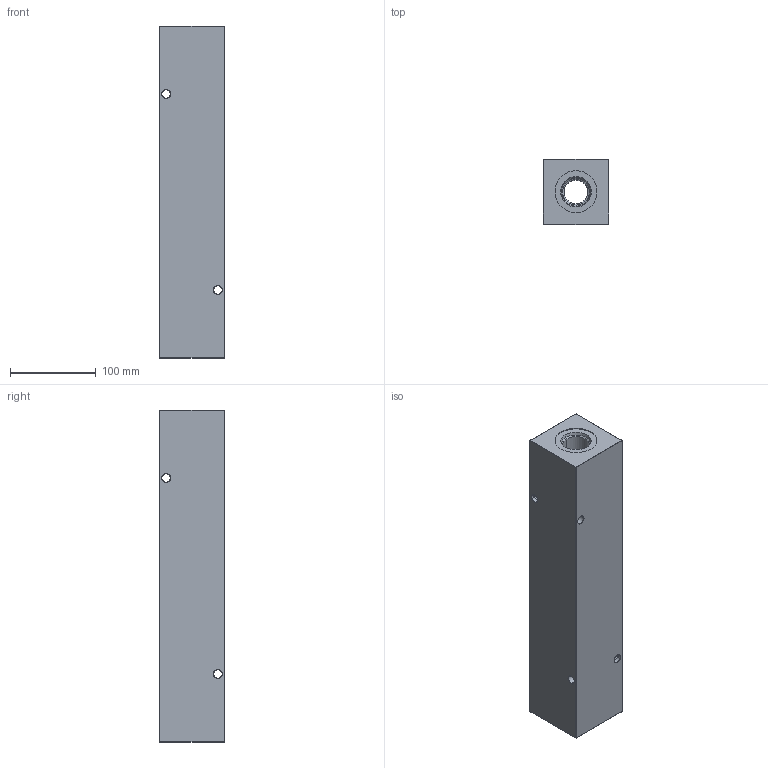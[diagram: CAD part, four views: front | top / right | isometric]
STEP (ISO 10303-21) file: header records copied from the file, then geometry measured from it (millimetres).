
FILE_DESCRIPTION (( 'STEP AP203' ), '1' );
FILE_NAME ('HM-5-0-S-16-8.STEP', '2020-10-27T20:17:29', ( '' ), ( '' ), 'SwSTEP 2.0', 'SolidWorks 2019', '' );
FILE_SCHEMA (( 'CONFIG_CONTROL_DESIGN' ));
Length unit declared in the file: inch
Products named in the file (1): HM-5-0-S-16-8
Bounding box: 76.2 x 76.2 x 387.35 mm (x, y, z)
Volume: 1947869.3 mm3; surface area: 175081.7 mm2
Topology: 1 solids, 1 shells, 550 faces, 1413 edges, 908 vertices
Faces by surface type: plane 234, bspline 202, cone 58, cylinder 56
Entity records: 26720 total; most frequent: CARTESIAN_POINT 14630, ORIENTED_EDGE 2826, DIRECTION 1807, EDGE_CURVE 1413, VERTEX_POINT 908, LINE 837, VECTOR 837, EDGE_LOOP 617
